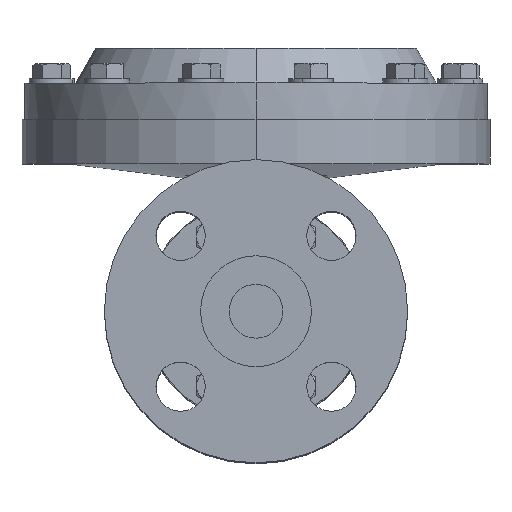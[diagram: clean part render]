
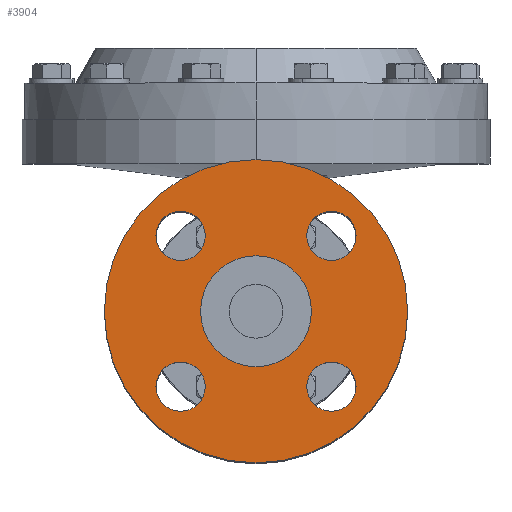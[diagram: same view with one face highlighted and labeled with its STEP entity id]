
A CAD part, top view. The second image highlights one B-rep face of the part: STEP entity #3904.
In plain terms, the highlighted planar face has unit normal (0, 0, 1).
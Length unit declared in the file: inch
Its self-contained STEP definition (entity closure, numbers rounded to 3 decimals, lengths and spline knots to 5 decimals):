
#532 = EDGE_CURVE ( 'NONE', #14941, #14855, #8687, .T. ) ;
#553 = CARTESIAN_POINT ( 'NONE',  ( -1.14905, 1.14905, 4.75 ) ) ;
#693 = DIRECTION ( 'NONE',  ( 0., 0., 1. ) ) ;
#741 = ORIENTED_EDGE ( 'NONE', *, *, #10347, .F. ) ;
#1252 = ORIENTED_EDGE ( 'NONE', *, *, #14234, .F. ) ;
#1448 = ORIENTED_EDGE ( 'NONE', *, *, #8103, .F. ) ;
#1481 = AXIS2_PLACEMENT_3D ( 'NONE', #5008, #13317, #6215 ) ;
#1522 = EDGE_LOOP ( 'NONE', ( #6315, #13072 ) ) ;
#1639 = VERTEX_POINT ( 'NONE', #12638 ) ;
#1699 = DIRECTION ( 'NONE',  ( 0., 0., -1. ) ) ;
#1765 = DIRECTION ( 'NONE',  ( 1., 0., 0. ) ) ;
#1880 = CIRCLE ( 'NONE', #8836, 0.375 ) ;
#1937 = CIRCLE ( 'NONE', #8966, 0.375 ) ;
#1950 = AXIS2_PLACEMENT_3D ( 'NONE', #13231, #6115, #14417 ) ;
#2222 = AXIS2_PLACEMENT_3D ( 'NONE', #13649, #6558, #14834 ) ;
#2300 = ORIENTED_EDGE ( 'NONE', *, *, #2981, .T. ) ;
#2403 = FACE_BOUND ( 'NONE', #13129, .T. ) ;
#2477 = EDGE_CURVE ( 'NONE', #9353, #4748, #14423, .T. ) ;
#2778 = CIRCLE ( 'NONE', #8620, 0.375 ) ;
#2816 = CARTESIAN_POINT ( 'NONE',  ( 0., 2.31, 4.75 ) ) ;
#2885 = AXIS2_PLACEMENT_3D ( 'NONE', #2816, #11173, #4016 ) ;
#2925 = CARTESIAN_POINT ( 'NONE',  ( -1.14905, 1.14905, 4.75 ) ) ;
#2942 = DIRECTION ( 'NONE',  ( 0., 0., -1. ) ) ;
#2981 = EDGE_CURVE ( 'NONE', #6040, #1639, #9218, .T. ) ;
#3269 = AXIS2_PLACEMENT_3D ( 'NONE', #10109, #2942, #11288 ) ;
#3384 = CARTESIAN_POINT ( 'NONE',  ( 2.31, 0., 4.75 ) ) ;
#3431 = DIRECTION ( 'NONE',  ( 0., 0., 1. ) ) ;
#3877 = AXIS2_PLACEMENT_3D ( 'NONE', #12383, #5261, #13588 ) ;
#3904 = ADVANCED_FACE ( 'NONE', ( #2403, #8758, #9132, #5589, #14693, #11544 ), #5169, .F. ) ;
#4016 = DIRECTION ( 'NONE',  ( -1., 0., 0. ) ) ;
#4057 = VERTEX_POINT ( 'NONE', #7831 ) ;
#4145 = DIRECTION ( 'NONE',  ( 1., 0., 0. ) ) ;
#4193 = ORIENTED_EDGE ( 'NONE', *, *, #4376, .F. ) ;
#4376 = EDGE_CURVE ( 'NONE', #4748, #9353, #7819, .T. ) ;
#4492 = CIRCLE ( 'NONE', #14870, 0.375 ) ;
#4572 = CARTESIAN_POINT ( 'NONE',  ( -1.14905, -1.14905, 4.75 ) ) ;
#4690 = CARTESIAN_POINT ( 'NONE',  ( 1.52405, -1.14905, 4.75 ) ) ;
#4748 = VERTEX_POINT ( 'NONE', #8036 ) ;
#4750 = CIRCLE ( 'NONE', #4876, 0.375 ) ;
#4876 = AXIS2_PLACEMENT_3D ( 'NONE', #10591, #3431, #11772 ) ;
#5008 = CARTESIAN_POINT ( 'NONE',  ( 1.14905, -1.14905, 4.75 ) ) ;
#5169 = PLANE ( 'NONE',  #2885 ) ;
#5261 = DIRECTION ( 'NONE',  ( 0., 0., 1. ) ) ;
#5363 = CARTESIAN_POINT ( 'NONE',  ( -1.52405, -1.14905, 4.75 ) ) ;
#5550 = CARTESIAN_POINT ( 'NONE',  ( -0.845, 0., 4.75 ) ) ;
#5589 = FACE_BOUND ( 'NONE', #9956, .T. ) ;
#5638 = CARTESIAN_POINT ( 'NONE',  ( -2.31, 0., 4.75 ) ) ;
#5782 = DIRECTION ( 'NONE',  ( 1., 0., 0. ) ) ;
#6040 = VERTEX_POINT ( 'NONE', #5550 ) ;
#6115 = DIRECTION ( 'NONE',  ( 0., 0., 1. ) ) ;
#6215 = DIRECTION ( 'NONE',  ( 1., 0., 0. ) ) ;
#6315 = ORIENTED_EDGE ( 'NONE', *, *, #15125, .F. ) ;
#6558 = DIRECTION ( 'NONE',  ( 0., 0., -1. ) ) ;
#6600 = ORIENTED_EDGE ( 'NONE', *, *, #2477, .F. ) ;
#7024 = DIRECTION ( 'NONE',  ( 0., 0., -1. ) ) ;
#7353 = CIRCLE ( 'NONE', #11560, 0.845 ) ;
#7378 = EDGE_LOOP ( 'NONE', ( #6600, #4193 ) ) ;
#7380 = EDGE_CURVE ( 'NONE', #14855, #14941, #11952, .T. ) ;
#7819 = CIRCLE ( 'NONE', #1481, 0.375 ) ;
#7831 = CARTESIAN_POINT ( 'NONE',  ( -0.77405, -1.14905, 4.75 ) ) ;
#7881 = CARTESIAN_POINT ( 'NONE',  ( 1.14905, 1.14905, 4.75 ) ) ;
#8036 = CARTESIAN_POINT ( 'NONE',  ( 0.77405, -1.14905, 4.75 ) ) ;
#8103 = EDGE_CURVE ( 'NONE', #9756, #4057, #1880, .T. ) ;
#8230 = CARTESIAN_POINT ( 'NONE',  ( -1.52405, 1.14905, 4.75 ) ) ;
#8620 = AXIS2_PLACEMENT_3D ( 'NONE', #2925, #11273, #4145 ) ;
#8678 = EDGE_LOOP ( 'NONE', ( #12535, #1448 ) ) ;
#8687 = CIRCLE ( 'NONE', #10514, 2.31 ) ;
#8758 = FACE_OUTER_BOUND ( 'NONE', #15124, .T. ) ;
#8761 = VERTEX_POINT ( 'NONE', #9364 ) ;
#8836 = AXIS2_PLACEMENT_3D ( 'NONE', #4572, #12896, #5782 ) ;
#8861 = CARTESIAN_POINT ( 'NONE',  ( 0., 0., 4.75 ) ) ;
#8946 = DIRECTION ( 'NONE',  ( 0., 0., 1. ) ) ;
#8966 = AXIS2_PLACEMENT_3D ( 'NONE', #553, #8946, #1765 ) ;
#9066 = DIRECTION ( 'NONE',  ( 1., 0., 0. ) ) ;
#9132 = FACE_BOUND ( 'NONE', #1522, .T. ) ;
#9164 = EDGE_CURVE ( 'NONE', #13571, #10299, #4492, .T. ) ;
#9218 = CIRCLE ( 'NONE', #3269, 0.845 ) ;
#9353 = VERTEX_POINT ( 'NONE', #4690 ) ;
#9364 = CARTESIAN_POINT ( 'NONE',  ( -0.77405, 1.14905, 4.75 ) ) ;
#9652 = CARTESIAN_POINT ( 'NONE',  ( 0.77405, 1.14905, 4.75 ) ) ;
#9756 = VERTEX_POINT ( 'NONE', #5363 ) ;
#9956 = EDGE_LOOP ( 'NONE', ( #1252, #741 ) ) ;
#10078 = DIRECTION ( 'NONE',  ( -1., 0., 0. ) ) ;
#10109 = CARTESIAN_POINT ( 'NONE',  ( 0., 0., 4.75 ) ) ;
#10299 = VERTEX_POINT ( 'NONE', #13710 ) ;
#10347 = EDGE_CURVE ( 'NONE', #10971, #8761, #2778, .T. ) ;
#10514 = AXIS2_PLACEMENT_3D ( 'NONE', #14145, #7024, #15343 ) ;
#10591 = CARTESIAN_POINT ( 'NONE',  ( -1.14905, -1.14905, 4.75 ) ) ;
#10971 = VERTEX_POINT ( 'NONE', #8230 ) ;
#11173 = DIRECTION ( 'NONE',  ( 0., 0., -1. ) ) ;
#11273 = DIRECTION ( 'NONE',  ( 0., 0., 1. ) ) ;
#11288 = DIRECTION ( 'NONE',  ( -1., 0., 0. ) ) ;
#11544 = FACE_BOUND ( 'NONE', #7378, .T. ) ;
#11560 = AXIS2_PLACEMENT_3D ( 'NONE', #8861, #1699, #10078 ) ;
#11772 = DIRECTION ( 'NONE',  ( 1., 0., 0. ) ) ;
#11952 = CIRCLE ( 'NONE', #2222, 2.31 ) ;
#12012 = CIRCLE ( 'NONE', #1950, 0.375 ) ;
#12285 = ORIENTED_EDGE ( 'NONE', *, *, #7380, .F. ) ;
#12383 = CARTESIAN_POINT ( 'NONE',  ( 1.14905, -1.14905, 4.75 ) ) ;
#12535 = ORIENTED_EDGE ( 'NONE', *, *, #14948, .F. ) ;
#12638 = CARTESIAN_POINT ( 'NONE',  ( 0.845, 0., 4.75 ) ) ;
#12896 = DIRECTION ( 'NONE',  ( 0., 0., 1. ) ) ;
#13072 = ORIENTED_EDGE ( 'NONE', *, *, #9164, .F. ) ;
#13129 = EDGE_LOOP ( 'NONE', ( #2300, #14638 ) ) ;
#13227 = ORIENTED_EDGE ( 'NONE', *, *, #532, .F. ) ;
#13231 = CARTESIAN_POINT ( 'NONE',  ( 1.14905, 1.14905, 4.75 ) ) ;
#13317 = DIRECTION ( 'NONE',  ( 0., 0., 1. ) ) ;
#13571 = VERTEX_POINT ( 'NONE', #9652 ) ;
#13588 = DIRECTION ( 'NONE',  ( 1., 0., 0. ) ) ;
#13649 = CARTESIAN_POINT ( 'NONE',  ( 0., 0., 4.75 ) ) ;
#13710 = CARTESIAN_POINT ( 'NONE',  ( 1.52405, 1.14905, 4.75 ) ) ;
#14145 = CARTESIAN_POINT ( 'NONE',  ( 0., 0., 4.75 ) ) ;
#14234 = EDGE_CURVE ( 'NONE', #8761, #10971, #1937, .T. ) ;
#14417 = DIRECTION ( 'NONE',  ( 1., 0., 0. ) ) ;
#14423 = CIRCLE ( 'NONE', #3877, 0.375 ) ;
#14638 = ORIENTED_EDGE ( 'NONE', *, *, #15316, .T. ) ;
#14693 = FACE_BOUND ( 'NONE', #8678, .T. ) ;
#14834 = DIRECTION ( 'NONE',  ( -1., 0., 0. ) ) ;
#14855 = VERTEX_POINT ( 'NONE', #5638 ) ;
#14870 = AXIS2_PLACEMENT_3D ( 'NONE', #7881, #693, #9066 ) ;
#14941 = VERTEX_POINT ( 'NONE', #3384 ) ;
#14948 = EDGE_CURVE ( 'NONE', #4057, #9756, #4750, .T. ) ;
#15124 = EDGE_LOOP ( 'NONE', ( #12285, #13227 ) ) ;
#15125 = EDGE_CURVE ( 'NONE', #10299, #13571, #12012, .T. ) ;
#15316 = EDGE_CURVE ( 'NONE', #1639, #6040, #7353, .T. ) ;
#15343 = DIRECTION ( 'NONE',  ( -1., 0., 0. ) ) ;
